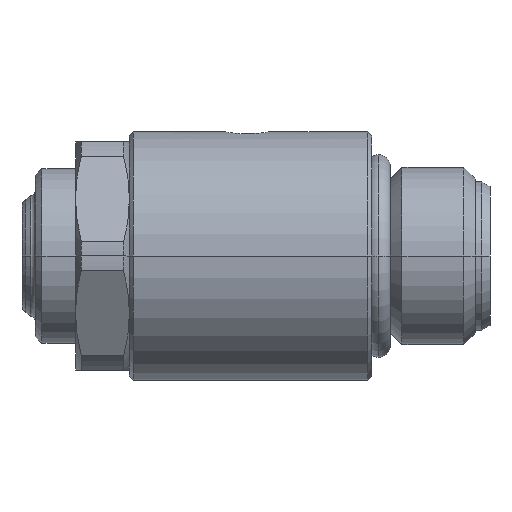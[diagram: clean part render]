
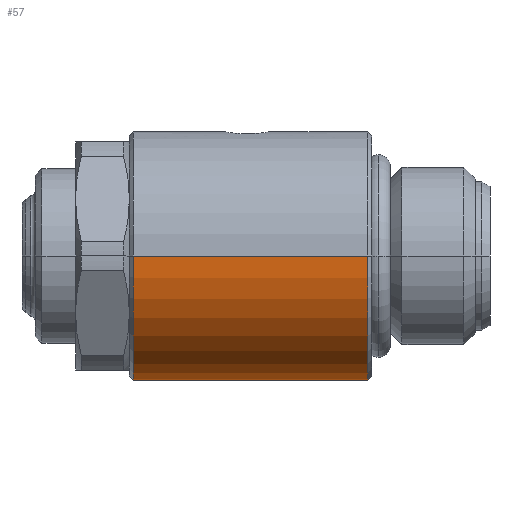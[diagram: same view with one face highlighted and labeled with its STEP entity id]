
A CAD part, left-side view. The second image highlights one B-rep face of the part: STEP entity #57.
In plain terms, the highlighted cylindrical face has radius 9.25 mm (diameter 18.5 mm), a partial arc.
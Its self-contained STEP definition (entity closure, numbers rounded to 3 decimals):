
#57=ADVANCED_FACE('',(#193),#194,.T.);
#193=FACE_OUTER_BOUND('',#455,.T.);
#194=CYLINDRICAL_SURFACE('',#456,9.25);
#455=EDGE_LOOP('',(#773,#774,#775,#776,#777,#778,#779));
#456=AXIS2_PLACEMENT_3D('',#780,#781,#782);
#773=ORIENTED_EDGE('',*,*,#1692,.F.);
#774=ORIENTED_EDGE('',*,*,#1693,.T.);
#775=ORIENTED_EDGE('',*,*,#1694,.F.);
#776=ORIENTED_EDGE('',*,*,#1689,.F.);
#777=ORIENTED_EDGE('',*,*,#1695,.F.);
#778=ORIENTED_EDGE('',*,*,#1696,.T.);
#779=ORIENTED_EDGE('',*,*,#1697,.T.);
#780=CARTESIAN_POINT('',(0.0,9.0,0.0));
#781=DIRECTION('',(-0.0,1.0,0.0));
#782=DIRECTION('',(1.0,0.0,0.0));
#1689=EDGE_CURVE('',#2006,#2009,#2010,.T.);
#1692=EDGE_CURVE('',#2014,#2015,#2016,.T.);
#1693=EDGE_CURVE('',#2014,#2017,#2018,.T.);
#1694=EDGE_CURVE('',#2009,#2017,#2019,.T.);
#1695=EDGE_CURVE('',#2020,#2006,#2021,.T.);
#1696=EDGE_CURVE('',#2020,#2022,#2023,.T.);
#1697=EDGE_CURVE('',#2022,#2015,#2024,.T.);
#2006=VERTEX_POINT('',#2538);
#2009=VERTEX_POINT('',#2542);
#2010=CIRCLE('',#2543,9.25);
#2014=VERTEX_POINT('',#2548);
#2015=VERTEX_POINT('',#2549);
#2016=LINE('',#2550,#2551);
#2017=VERTEX_POINT('',#2552);
#2018=CIRCLE('',#2553,9.25);
#2019=LINE('',#2554,#2555);
#2020=VERTEX_POINT('',#2556);
#2021=LINE('',#2557,#2558);
#2022=VERTEX_POINT('',#2559);
#2023=B_SPLINE_CURVE_WITH_KNOTS('',3,(#2560,#2561,#2562,#2563,#2564,#2565,#2566,#2567,#2568,#2569,#2570,#2571,#2572,#2573,#2574,#2575,#2576,#2577),.UNSPECIFIED.,.F.,.F.,(4,2,2,2,2,2,2,2,4),(20.252,21.095,21.938,22.781,23.624,24.468,25.313,26.158,27.003),.UNSPECIFIED.);
#2024=B_SPLINE_CURVE_WITH_KNOTS('',3,(#2578,#2579,#2580,#2581,#2582,#2583,#2584,#2585,#2586,#2587,#2588,#2589,#2590,#2591,#2592,#2593,#2594,#2595),.UNSPECIFIED.,.F.,.F.,(4,2,2,2,2,2,2,2,4),(0.0,0.845,1.689,2.534,3.379,4.222,5.065,5.908,6.751),.UNSPECIFIED.);
#2538=CARTESIAN_POINT('',(9.25,17.7,0.0));
#2542=CARTESIAN_POINT('',(-9.25,17.7,0.));
#2543=AXIS2_PLACEMENT_3D('',#3563,#3564,#3565);
#2548=CARTESIAN_POINT('',(9.25,0.3,0.0));
#2549=CARTESIAN_POINT('',(9.25,4.85,0.));
#2550=CARTESIAN_POINT('',(9.25,9.0,0.));
#2551=VECTOR('',#3570,1.0);
#2552=CARTESIAN_POINT('',(-9.25,0.3,0.));
#2553=AXIS2_PLACEMENT_3D('',#3571,#3572,#3573);
#2554=CARTESIAN_POINT('',(-9.25,9.0,0.));
#2555=VECTOR('',#3574,1.0);
#2556=CARTESIAN_POINT('',(9.25,13.65,0.));
#2557=CARTESIAN_POINT('',(9.25,9.0,0.));
#2558=VECTOR('',#3575,1.0);
#2559=CARTESIAN_POINT('',(8.136,9.25,-4.4));
#2560=CARTESIAN_POINT('',(9.25,13.65,0.));
#2561=CARTESIAN_POINT('',(9.25,13.65,-0.281));
#2562=CARTESIAN_POINT('',(9.237,13.623,-0.57));
#2563=CARTESIAN_POINT('',(9.184,13.509,-1.143));
#2564=CARTESIAN_POINT('',(9.144,13.423,-1.426));
#2565=CARTESIAN_POINT('',(9.043,13.197,-1.967));
#2566=CARTESIAN_POINT('',(8.982,13.057,-2.225));
#2567=CARTESIAN_POINT('',(8.85,12.735,-2.701));
#2568=CARTESIAN_POINT('',(8.78,12.554,-2.919));
#2569=CARTESIAN_POINT('',(8.642,12.168,-3.304));
#2570=CARTESIAN_POINT('',(8.57,11.95,-3.486));
#2571=CARTESIAN_POINT('',(8.432,11.474,-3.807));
#2572=CARTESIAN_POINT('',(8.367,11.216,-3.947));
#2573=CARTESIAN_POINT('',(8.256,10.676,-4.173));
#2574=CARTESIAN_POINT('',(8.211,10.393,-4.259));
#2575=CARTESIAN_POINT('',(8.152,9.821,-4.373));
#2576=CARTESIAN_POINT('',(8.136,9.532,-4.4));
#2577=CARTESIAN_POINT('',(8.136,9.25,-4.4));
#2578=CARTESIAN_POINT('',(8.136,9.25,-4.4));
#2579=CARTESIAN_POINT('',(8.136,8.968,-4.4));
#2580=CARTESIAN_POINT('',(8.152,8.679,-4.373));
#2581=CARTESIAN_POINT('',(8.211,8.107,-4.259));
#2582=CARTESIAN_POINT('',(8.256,7.824,-4.173));
#2583=CARTESIAN_POINT('',(8.367,7.284,-3.947));
#2584=CARTESIAN_POINT('',(8.432,7.026,-3.807));
#2585=CARTESIAN_POINT('',(8.57,6.55,-3.486));
#2586=CARTESIAN_POINT('',(8.642,6.332,-3.304));
#2587=CARTESIAN_POINT('',(8.78,5.946,-2.919));
#2588=CARTESIAN_POINT('',(8.85,5.765,-2.701));
#2589=CARTESIAN_POINT('',(8.982,5.443,-2.225));
#2590=CARTESIAN_POINT('',(9.043,5.303,-1.967));
#2591=CARTESIAN_POINT('',(9.144,5.077,-1.426));
#2592=CARTESIAN_POINT('',(9.184,4.991,-1.143));
#2593=CARTESIAN_POINT('',(9.237,4.877,-0.57));
#2594=CARTESIAN_POINT('',(9.25,4.85,-0.281));
#2595=CARTESIAN_POINT('',(9.25,4.85,0.));
#3563=CARTESIAN_POINT('',(0.0,17.7,0.0));
#3564=DIRECTION('',(-0.0,1.0,0.0));
#3565=DIRECTION('',(1.0,0.0,0.0));
#3570=DIRECTION('',(0.0,1.0,0.0));
#3571=CARTESIAN_POINT('',(0.0,0.3,0.0));
#3572=DIRECTION('',(-0.0,1.0,0.0));
#3573=DIRECTION('',(1.0,0.0,0.0));
#3574=DIRECTION('',(-0.0,-1.0,-0.0));
#3575=DIRECTION('',(0.0,1.0,0.0));
